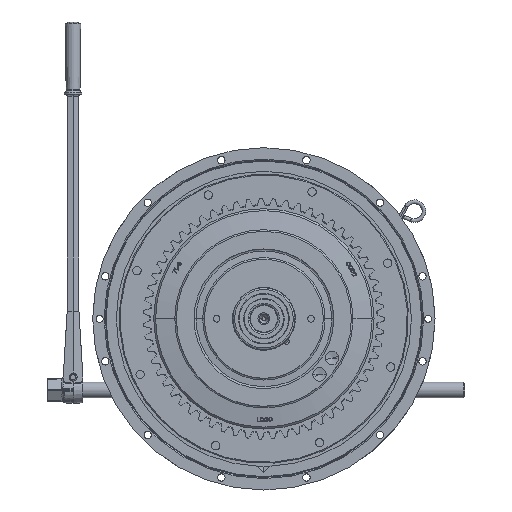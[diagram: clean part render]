
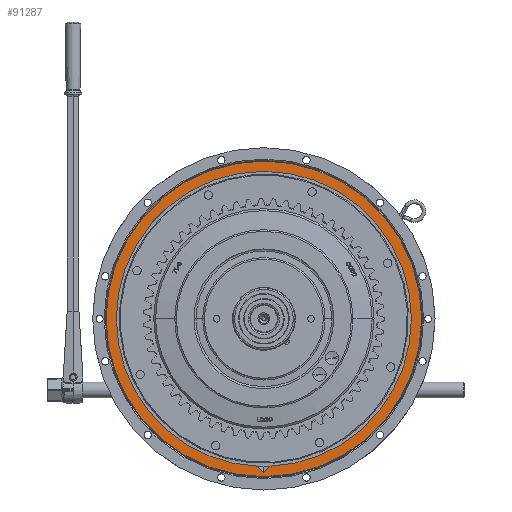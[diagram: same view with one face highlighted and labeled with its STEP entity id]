
A CAD part, top view. The second image highlights one B-rep face of the part: STEP entity #91287.
In plain terms, the highlighted planar face has unit normal (0, 0, 1).
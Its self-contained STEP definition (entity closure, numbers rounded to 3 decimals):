
#2447 = CARTESIAN_POINT ( 'NONE',  ( 0., 0., 6.35 ) ) ;
#2448 = DIRECTION ( 'NONE',  ( 0., 0., 1. ) ) ;
#2449 = DIRECTION ( 'NONE',  ( 1., 0., 0. ) ) ;
#2550 = CARTESIAN_POINT ( 'NONE',  ( 0., 0., 6.35 ) ) ;
#2551 = DIRECTION ( 'NONE',  ( 0., 0., 1. ) ) ;
#2552 = DIRECTION ( 'NONE',  ( 1., 0., 0. ) ) ;
#5876 = VECTOR ( 'NONE', #16614, 1000. ) ;
#5879 = LINE ( 'NONE', #16613, #5876 ) ;
#5984 = CIRCLE ( 'NONE', #35181, 238.125 ) ;
#6139 = CARTESIAN_POINT ( 'NONE',  ( 0., 255.556, 6.35 ) ) ;
#6143 = PLANE ( 'NONE',  #77005 ) ;
#6155 = DIRECTION ( 'NONE',  ( 0., 0., 1. ) ) ;
#6157 = DIRECTION ( 'NONE',  ( 1., 0., 0. ) ) ;
#13090 = CARTESIAN_POINT ( 'NONE',  ( 9.856, -237.921, 6.35 ) ) ;
#13091 = CARTESIAN_POINT ( 'NONE',  ( 254.676, 0., 6.35 ) ) ;
#13096 = CARTESIAN_POINT ( 'NONE',  ( 238.125, 0., 6.35 ) ) ;
#13099 = CARTESIAN_POINT ( 'NONE',  ( -254.676, 0., 6.35 ) ) ;
#13101 = CARTESIAN_POINT ( 'NONE',  ( -9.856, -237.921, 6.35 ) ) ;
#13109 = CARTESIAN_POINT ( 'NONE',  ( -238.125, 0., 6.35 ) ) ;
#13508 = CARTESIAN_POINT ( 'NONE',  ( 0., -247.777, 6.35 ) ) ;
#13797 = CARTESIAN_POINT ( 'NONE',  ( 0., 0., 6.35 ) ) ;
#13801 = DIRECTION ( 'NONE',  ( 0., 0., 1. ) ) ;
#13803 = DIRECTION ( 'NONE',  ( 1., 0., 0. ) ) ;
#13860 = CARTESIAN_POINT ( 'NONE',  ( 0., 0., 6.35 ) ) ;
#13863 = DIRECTION ( 'NONE',  ( 0., 0., 1. ) ) ;
#13865 = DIRECTION ( 'NONE',  ( 1., 0., 0. ) ) ;
#15919 = CARTESIAN_POINT ( 'NONE',  ( -6.721, -254.498, 6.35 ) ) ;
#15920 = DIRECTION ( 'NONE',  ( 0.707, 0.707, 0. ) ) ;
#16613 = CARTESIAN_POINT ( 'NONE',  ( -12.991, -234.786, 6.35 ) ) ;
#16614 = DIRECTION ( 'NONE',  ( 0.707, -0.707, 0. ) ) ;
#17277 = CARTESIAN_POINT ( 'NONE',  ( 0., 0., 6.35 ) ) ;
#17285 = DIRECTION ( 'NONE',  ( 0., 0., 1. ) ) ;
#17286 = DIRECTION ( 'NONE',  ( 1., 0., 0. ) ) ;
#35181 = AXIS2_PLACEMENT_3D ( 'NONE', #17277, #17285, #17286 ) ;
#37267 = EDGE_CURVE ( 'NONE', #94661, #94647, #64499, .T. ) ;
#37270 = EDGE_CURVE ( 'NONE', #94629, #94643, #64217, .T. ) ;
#37394 = EDGE_CURVE ( 'NONE', #94627, #94637, #64733, .T. ) ;
#37416 = EDGE_CURVE ( 'NONE', #94643, #94629, #63813, .T. ) ;
#37531 = EDGE_CURVE ( 'NONE', #95392, #94627, #63709, .T. ) ;
#63180 = AXIS2_PLACEMENT_3D ( 'NONE', #13797, #13801, #13803 ) ;
#63181 = AXIS2_PLACEMENT_3D ( 'NONE', #13860, #13863, #13865 ) ;
#63709 = LINE ( 'NONE', #15919, #63738 ) ;
#63738 = VECTOR ( 'NONE', #15920, 1000. ) ;
#63813 = CIRCLE ( 'NONE', #82724, 254.676 ) ;
#63997 = EDGE_LOOP ( 'NONE', ( #81119, #81118 ) ) ;
#64132 = EDGE_LOOP ( 'NONE', ( #81115, #81117, #81116, #81113, #81092 ) ) ;
#64217 = CIRCLE ( 'NONE', #63181, 254.676 ) ;
#64499 = CIRCLE ( 'NONE', #63180, 238.125 ) ;
#64733 = CIRCLE ( 'NONE', #82722, 238.125 ) ;
#77005 = AXIS2_PLACEMENT_3D ( 'NONE', #6139, #6155, #6157 ) ;
#81092 = ORIENTED_EDGE ( 'NONE', *, *, #90166, .F. ) ;
#81113 = ORIENTED_EDGE ( 'NONE', *, *, #37267, .F. ) ;
#81115 = ORIENTED_EDGE ( 'NONE', *, *, #37394, .F. ) ;
#81116 = ORIENTED_EDGE ( 'NONE', *, *, #90060, .F. ) ;
#81117 = ORIENTED_EDGE ( 'NONE', *, *, #37531, .F. ) ;
#81118 = ORIENTED_EDGE ( 'NONE', *, *, #37270, .T. ) ;
#81119 = ORIENTED_EDGE ( 'NONE', *, *, #37416, .T. ) ;
#82722 = AXIS2_PLACEMENT_3D ( 'NONE', #2447, #2448, #2449 ) ;
#82724 = AXIS2_PLACEMENT_3D ( 'NONE', #2550, #2551, #2552 ) ;
#85039 = FACE_BOUND ( 'NONE', #64132, .T. ) ;
#85064 = FACE_OUTER_BOUND ( 'NONE', #63997, .T. ) ;
#90060 = EDGE_CURVE ( 'NONE', #94647, #95392, #5879, .T. ) ;
#90166 = EDGE_CURVE ( 'NONE', #94637, #94661, #5984, .T. ) ;
#91287 = ADVANCED_FACE ( 'NONE', ( #85064, #85039 ), #6143, .T. ) ;
#94627 = VERTEX_POINT ( 'NONE', #13090 ) ;
#94629 = VERTEX_POINT ( 'NONE', #13091 ) ;
#94637 = VERTEX_POINT ( 'NONE', #13096 ) ;
#94643 = VERTEX_POINT ( 'NONE', #13099 ) ;
#94647 = VERTEX_POINT ( 'NONE', #13101 ) ;
#94661 = VERTEX_POINT ( 'NONE', #13109 ) ;
#95392 = VERTEX_POINT ( 'NONE', #13508 ) ;
